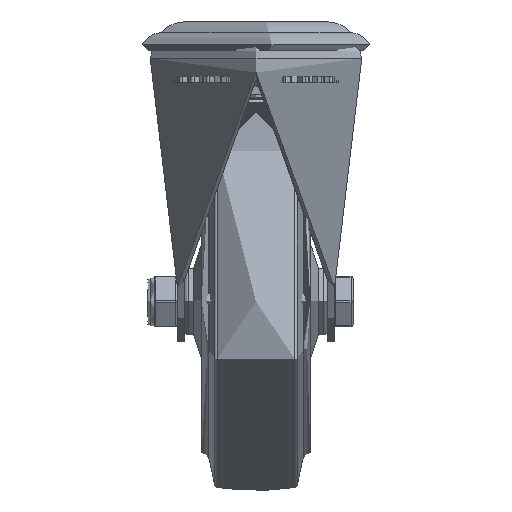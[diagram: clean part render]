
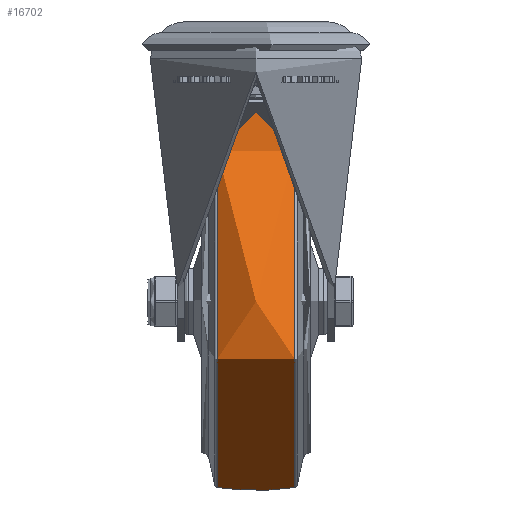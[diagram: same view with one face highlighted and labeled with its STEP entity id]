
A CAD part, left-side view. The second image highlights one B-rep face of the part: STEP entity #16702.
In plain terms, the highlighted free-form (B-spline) face has degree [2, 2] with [3, 9] control points.
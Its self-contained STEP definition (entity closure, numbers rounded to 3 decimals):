
#173=(
BOUNDED_SURFACE()
B_SPLINE_SURFACE(2,2,((#26361,#26362,#26363,#26364,#26365,#26366,#26367,
#26368,#26369),(#26370,#26371,#26372,#26373,#26374,#26375,#26376,#26377,
#26378),(#26379,#26380,#26381,#26382,#26383,#26384,#26385,#26386,#26387)),
 .UNSPECIFIED.,.F.,.T.,.F.)
B_SPLINE_SURFACE_WITH_KNOTS((3,3),(3,2,2,2,3),(-0.14,0.14),
(-3.142,-1.571,0.,1.571,3.142),
 .UNSPECIFIED.)
GEOMETRIC_REPRESENTATION_ITEM()
RATIONAL_B_SPLINE_SURFACE(((1.,0.707,1.,0.707,1.,
0.707,1.,0.707,1.),(0.99,0.7,
0.99,0.7,0.99,0.7,0.99,
0.7,0.99),(1.,0.707,1.,0.707,
1.,0.707,1.,0.707,1.)))
REPRESENTATION_ITEM('')
SURFACE()
);
#4798=FACE_OUTER_BOUND('',#5814,.T.);
#5814=EDGE_LOOP('',(#13474,#13475,#13476,#13477));
#6878=CIRCLE('',#18273,61.6);
#6879=CIRCLE('',#18274,91.625);
#6880=CIRCLE('',#18275,61.6);
#7920=VERTEX_POINT('',#26358);
#7921=VERTEX_POINT('',#26388);
#9919=EDGE_CURVE('',#7920,#7920,#6878,.T.);
#9920=EDGE_CURVE('',#7920,#7921,#6879,.T.);
#9921=EDGE_CURVE('',#7921,#7921,#6880,.T.);
#13474=ORIENTED_EDGE('',*,*,#9919,.F.);
#13475=ORIENTED_EDGE('',*,*,#9920,.T.);
#13476=ORIENTED_EDGE('',*,*,#9921,.T.);
#13477=ORIENTED_EDGE('',*,*,#9920,.F.);
#16702=ADVANCED_FACE('',(#4798),#173,.F.);
#18273=AXIS2_PLACEMENT_3D('',#26360,#21261,#21262);
#18274=AXIS2_PLACEMENT_3D('',#26389,#21263,#21264);
#18275=AXIS2_PLACEMENT_3D('',#26390,#21265,#21266);
#21261=DIRECTION('center_axis',(0.,1.,0.));
#21262=DIRECTION('ref_axis',(0.,0.,
1.));
#21263=DIRECTION('center_axis',(-1.,0.,0.));
#21264=DIRECTION('ref_axis',(0.,0.,
-1.));
#21265=DIRECTION('center_axis',(0.,1.,0.));
#21266=DIRECTION('ref_axis',(0.,0.,
1.));
#26358=CARTESIAN_POINT('',(0.,12.81,-61.6));
#26360=CARTESIAN_POINT('Origin',(0.,12.81,
0.));
#26361=CARTESIAN_POINT('Ctrl Pts',(0.,-12.81,
-61.6));
#26362=CARTESIAN_POINT('Ctrl Pts',(-61.6,-12.81,
-61.6));
#26363=CARTESIAN_POINT('Ctrl Pts',(-61.6,-12.81,
0.));
#26364=CARTESIAN_POINT('Ctrl Pts',(-61.6,-12.81,
61.6));
#26365=CARTESIAN_POINT('Ctrl Pts',(0.,-12.81,
61.6));
#26366=CARTESIAN_POINT('Ctrl Pts',(61.6,-12.81,61.6));
#26367=CARTESIAN_POINT('Ctrl Pts',(61.6,-12.81,0.));
#26368=CARTESIAN_POINT('Ctrl Pts',(61.6,-12.81,-61.6));
#26369=CARTESIAN_POINT('Ctrl Pts',(0.,-12.81,
-61.6));
#26370=CARTESIAN_POINT('Ctrl Pts',(0.,0.,
-63.409));
#26371=CARTESIAN_POINT('Ctrl Pts',(-63.409,0.,
-63.409));
#26372=CARTESIAN_POINT('Ctrl Pts',(-63.409,0.,
0.));
#26373=CARTESIAN_POINT('Ctrl Pts',(-63.409,0.,
63.409));
#26374=CARTESIAN_POINT('Ctrl Pts',(0.,0.,
63.409));
#26375=CARTESIAN_POINT('Ctrl Pts',(63.409,0.,
63.409));
#26376=CARTESIAN_POINT('Ctrl Pts',(63.409,0.,
0.));
#26377=CARTESIAN_POINT('Ctrl Pts',(63.409,0.,
-63.409));
#26378=CARTESIAN_POINT('Ctrl Pts',(0.,0.,
-63.409));
#26379=CARTESIAN_POINT('Ctrl Pts',(0.,12.81,
-61.6));
#26380=CARTESIAN_POINT('Ctrl Pts',(-61.6,12.81,-61.6));
#26381=CARTESIAN_POINT('Ctrl Pts',(-61.6,12.81,0.));
#26382=CARTESIAN_POINT('Ctrl Pts',(-61.6,12.81,61.6));
#26383=CARTESIAN_POINT('Ctrl Pts',(0.,12.81,
61.6));
#26384=CARTESIAN_POINT('Ctrl Pts',(61.6,12.81,61.6));
#26385=CARTESIAN_POINT('Ctrl Pts',(61.6,12.81,0.));
#26386=CARTESIAN_POINT('Ctrl Pts',(61.6,12.81,-61.6));
#26387=CARTESIAN_POINT('Ctrl Pts',(0.,12.81,
-61.6));
#26388=CARTESIAN_POINT('',(0.,-12.81,-61.6));
#26389=CARTESIAN_POINT('Origin',(0.,0.,
29.125));
#26390=CARTESIAN_POINT('Origin',(0.,-12.81,
0.));
